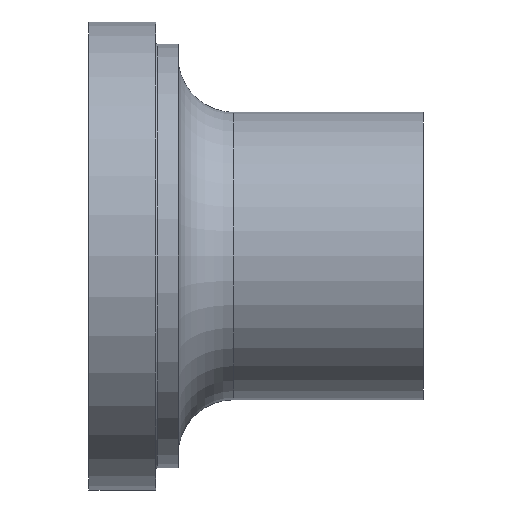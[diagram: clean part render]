
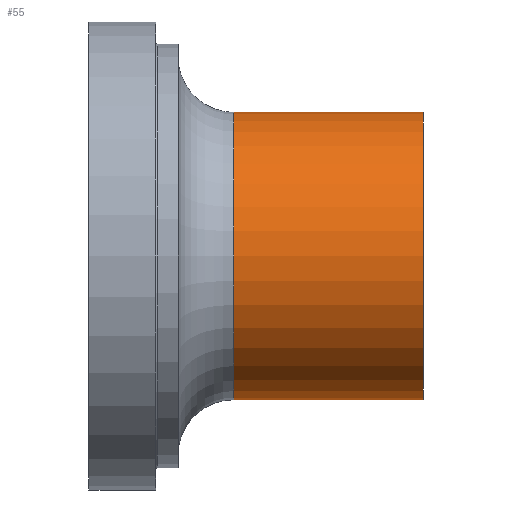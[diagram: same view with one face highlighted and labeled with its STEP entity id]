
A CAD part, front view. The second image highlights one B-rep face of the part: STEP entity #55.
In plain terms, the highlighted cylindrical face has radius 6.45 mm (diameter 12.9 mm), a full revolution.
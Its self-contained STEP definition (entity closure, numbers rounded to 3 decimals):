
#55 = ADVANCED_FACE( '', ( #116, #117 ), #118, .T. );
#116 = FACE_OUTER_BOUND( '', #175, .T. );
#117 = FACE_OUTER_BOUND( '', #176, .T. );
#118 = CYLINDRICAL_SURFACE( '', #177, 6.45 );
#175 = EDGE_LOOP( '', ( #246 ) );
#176 = EDGE_LOOP( '', ( #247 ) );
#177 = AXIS2_PLACEMENT_3D( '', #248, #249, #250 );
#246 = ORIENTED_EDGE( '', *, *, #280, .F. );
#247 = ORIENTED_EDGE( '', *, *, #289, .T. );
#248 = CARTESIAN_POINT( '', ( -60., 0., 0. ) );
#249 = DIRECTION( '', ( 1., 0., 0. ) );
#250 = DIRECTION( '', ( 0., 0., 1. ) );
#280 = EDGE_CURVE( '', #312, #312, #313, .T. );
#289 = EDGE_CURVE( '', #326, #326, #327, .T. );
#312 = VERTEX_POINT( '', #351 );
#313 = CIRCLE( '', #352, 6.45 );
#326 = VERTEX_POINT( '', #365 );
#327 = CIRCLE( '', #366, 6.45 );
#351 = CARTESIAN_POINT( '', ( 6.5, 0., 6.45 ) );
#352 = AXIS2_PLACEMENT_3D( '', #391, #392, #393 );
#365 = CARTESIAN_POINT( '', ( 15., 0., 6.45 ) );
#366 = AXIS2_PLACEMENT_3D( '', #406, #407, #408 );
#391 = CARTESIAN_POINT( '', ( 6.5, 0., 0. ) );
#392 = DIRECTION( '', ( -1., 0., 0. ) );
#393 = DIRECTION( '', ( 0., 0., 1. ) );
#406 = CARTESIAN_POINT( '', ( 15., 0., 0. ) );
#407 = DIRECTION( '', ( -1., 0., 0. ) );
#408 = DIRECTION( '', ( 0., 0., 1. ) );
